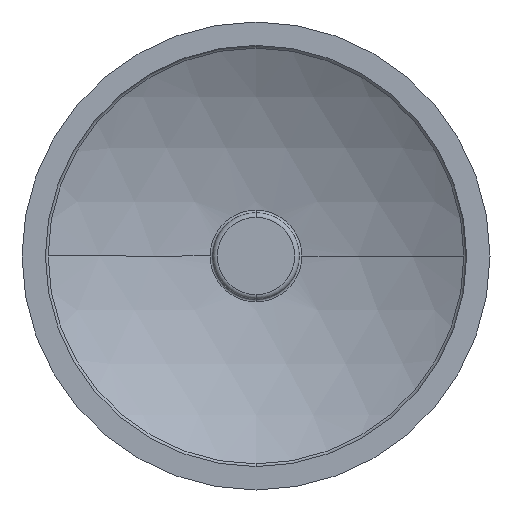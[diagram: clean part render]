
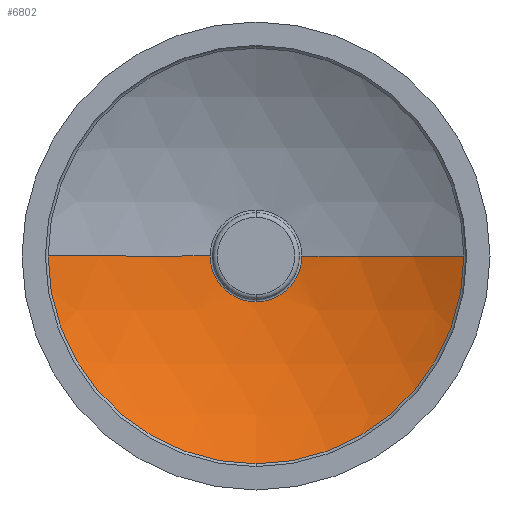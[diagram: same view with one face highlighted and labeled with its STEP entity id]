
A CAD part, front view. The second image highlights one B-rep face of the part: STEP entity #6802.
In plain terms, the highlighted spherical face has radius 87.204 mm.
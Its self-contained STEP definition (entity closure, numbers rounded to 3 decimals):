
#112 = EDGE_LOOP ( 'NONE', ( #4507, #4603, #4848, #4254, #3815, #576 ) ) ;
#249 = CARTESIAN_POINT ( 'NONE',  ( -9.806, 12.647, 0. ) ) ;
#472 = CIRCLE ( 'NONE', #4327, 87.204 ) ;
#563 = VERTEX_POINT ( 'NONE', #6586 ) ;
#576 = ORIENTED_EDGE ( 'NONE', *, *, #3609, .F. ) ;
#624 = DIRECTION ( 'NONE',  ( -1., 0., 0. ) ) ;
#702 = DIRECTION ( 'NONE',  ( 0., 0., -1. ) ) ;
#1132 = CARTESIAN_POINT ( 'NONE',  ( 0., -74.004, 0. ) ) ;
#1326 = VERTEX_POINT ( 'NONE', #6776 ) ;
#1560 = AXIS2_PLACEMENT_3D ( 'NONE', #6638, #1907, #4008 ) ;
#1590 = DIRECTION ( 'NONE',  ( 1., 0., 0. ) ) ;
#1646 = EDGE_CURVE ( 'NONE', #3336, #3632, #3105, .T. ) ;
#1907 = DIRECTION ( 'NONE',  ( 0., 1., 0. ) ) ;
#1963 = CIRCLE ( 'NONE', #4049, 44.411 ) ;
#2010 = VERTEX_POINT ( 'NONE', #6612 ) ;
#2068 = CARTESIAN_POINT ( 'NONE',  ( 0., 1.044, 0. ) ) ;
#2216 = CARTESIAN_POINT ( 'NONE',  ( 0., 1.044, -44.411 ) ) ;
#2428 = EDGE_CURVE ( 'NONE', #563, #2702, #3658, .T. ) ;
#2613 = CARTESIAN_POINT ( 'NONE',  ( 0., 12.647, 0. ) ) ;
#2702 = VERTEX_POINT ( 'NONE', #249 ) ;
#2908 = AXIS2_PLACEMENT_3D ( 'NONE', #4210, #6330, #1590 ) ;
#2922 = CIRCLE ( 'NONE', #2908, 87.204 ) ;
#3105 = CIRCLE ( 'NONE', #6081, 44.411 ) ;
#3243 = DIRECTION ( 'NONE',  ( 0., 0., 1. ) ) ;
#3251 = CARTESIAN_POINT ( 'NONE',  ( 0., -74.004, 0. ) ) ;
#3322 = CARTESIAN_POINT ( 'NONE',  ( 0., 1.044, 0. ) ) ;
#3336 = VERTEX_POINT ( 'NONE', #5809 ) ;
#3609 = EDGE_CURVE ( 'NONE', #1326, #2010, #472, .T. ) ;
#3632 = VERTEX_POINT ( 'NONE', #2216 ) ;
#3658 = CIRCLE ( 'NONE', #1560, 9.806 ) ;
#3815 = ORIENTED_EDGE ( 'NONE', *, *, #4841, .T. ) ;
#4008 = DIRECTION ( 'NONE',  ( 0., 0., -1. ) ) ;
#4045 = EDGE_CURVE ( 'NONE', #1326, #563, #5411, .T. ) ;
#4049 = AXIS2_PLACEMENT_3D ( 'NONE', #3322, #5428, #702 ) ;
#4162 = DIRECTION ( 'NONE',  ( 0., -1., 0. ) ) ;
#4210 = CARTESIAN_POINT ( 'NONE',  ( 0., -74.004, 0. ) ) ;
#4254 = ORIENTED_EDGE ( 'NONE', *, *, #1646, .T. ) ;
#4257 = AXIS2_PLACEMENT_3D ( 'NONE', #1132, #3243, #5349 ) ;
#4327 = AXIS2_PLACEMENT_3D ( 'NONE', #3251, #5357, #624 ) ;
#4507 = ORIENTED_EDGE ( 'NONE', *, *, #4045, .T. ) ;
#4603 = ORIENTED_EDGE ( 'NONE', *, *, #2428, .T. ) ;
#4701 = DIRECTION ( 'NONE',  ( 0., 1., 0. ) ) ;
#4800 = FACE_OUTER_BOUND ( 'NONE', #112, .T. ) ;
#4841 = EDGE_CURVE ( 'NONE', #3632, #2010, #1963, .T. ) ;
#4848 = ORIENTED_EDGE ( 'NONE', *, *, #6269, .T. ) ;
#5349 = DIRECTION ( 'NONE',  ( 1., 0., 0. ) ) ;
#5357 = DIRECTION ( 'NONE',  ( 0., 0., -1. ) ) ;
#5411 = CIRCLE ( 'NONE', #5518, 9.806 ) ;
#5428 = DIRECTION ( 'NONE',  ( 0., -1., 0. ) ) ;
#5518 = AXIS2_PLACEMENT_3D ( 'NONE', #2613, #4701, #6810 ) ;
#5809 = CARTESIAN_POINT ( 'NONE',  ( -44.411, 1.044, 0. ) ) ;
#5863 = SPHERICAL_SURFACE ( 'NONE', #4257, 87.204 ) ;
#6081 = AXIS2_PLACEMENT_3D ( 'NONE', #2068, #4162, #6286 ) ;
#6269 = EDGE_CURVE ( 'NONE', #2702, #3336, #2922, .T. ) ;
#6286 = DIRECTION ( 'NONE',  ( 0., 0., -1. ) ) ;
#6330 = DIRECTION ( 'NONE',  ( 0., 0., 1. ) ) ;
#6586 = CARTESIAN_POINT ( 'NONE',  ( 0., 12.647, -9.806 ) ) ;
#6612 = CARTESIAN_POINT ( 'NONE',  ( 44.411, 1.044, 0. ) ) ;
#6638 = CARTESIAN_POINT ( 'NONE',  ( 0., 12.647, 0. ) ) ;
#6776 = CARTESIAN_POINT ( 'NONE',  ( 9.806, 12.647, 0. ) ) ;
#6802 = ADVANCED_FACE ( 'NONE', ( #4800 ), #5863, .F. ) ;
#6810 = DIRECTION ( 'NONE',  ( 0., 0., -1. ) ) ;
